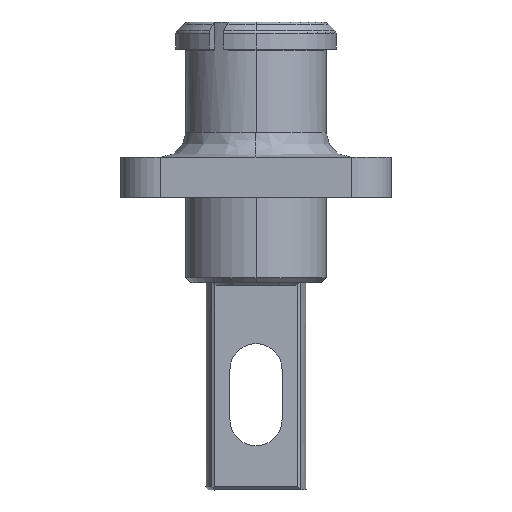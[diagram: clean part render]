
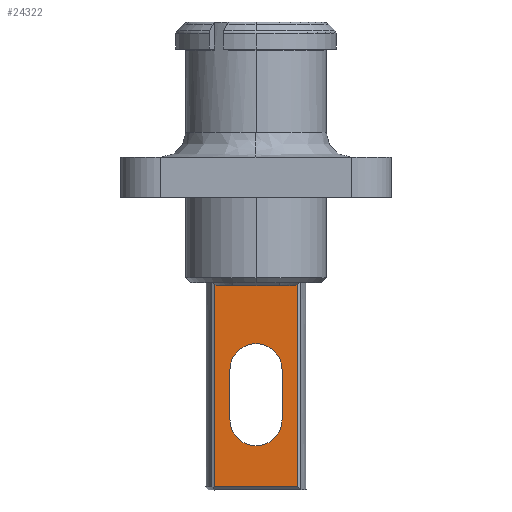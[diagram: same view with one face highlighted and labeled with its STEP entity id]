
A CAD part, left-side view. The second image highlights one B-rep face of the part: STEP entity #24322.
In plain terms, the highlighted planar face has unit normal (-1, 0, 0).
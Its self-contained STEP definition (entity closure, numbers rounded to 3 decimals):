
#194 = EDGE_CURVE ( 'NONE', #13002, #14731, #23507, .T. ) ;
#338 = CARTESIAN_POINT ( 'NONE',  ( 4.225, 15.634, -3.093 ) ) ;
#371 = EDGE_CURVE ( 'NONE', #7692, #12797, #5668, .T. ) ;
#1229 = EDGE_LOOP ( 'NONE', ( #24559, #15540, #3620, #17666, #11314, #15802 ) ) ;
#1331 = CARTESIAN_POINT ( 'NONE',  ( 4.225, 14.081, -9.793 ) ) ;
#1346 = EDGE_LOOP ( 'NONE', ( #25891, #4615, #13854, #21419, #1612 ) ) ;
#1612 = ORIENTED_EDGE ( 'NONE', *, *, #23597, .F. ) ;
#1617 = B_SPLINE_CURVE_WITH_KNOTS ( 'NONE', 3,
 ( #12712, #21403, #25059, #17276 ),
 .UNSPECIFIED., .F., .F.,
 ( 4, 4 ),
 ( 0., 0. ),
 .UNSPECIFIED. ) ;
#1667 = CARTESIAN_POINT ( 'NONE',  ( 4.225, 22.214, 10.307 ) ) ;
#1762 = B_SPLINE_CURVE_WITH_KNOTS ( 'NONE', 3,
 ( #2579, #23474, #16914, #23211 ),
 .UNSPECIFIED., .F., .F.,
 ( 4, 4 ),
 ( 0., 0. ),
 .UNSPECIFIED. ) ;
#1799 = CARTESIAN_POINT ( 'NONE',  ( 4.225, 15.634, -4.093 ) ) ;
#1935 = CARTESIAN_POINT ( 'NONE',  ( 4.225, 22.388, -4.093 ) ) ;
#2128 = VERTEX_POINT ( 'NONE', #7729 ) ;
#2579 = CARTESIAN_POINT ( 'NONE',  ( 4.225, 22.388, 10.454 ) ) ;
#3620 = ORIENTED_EDGE ( 'NONE', *, *, #17484, .F. ) ;
#3869 = VERTEX_POINT ( 'NONE', #7791 ) ;
#3925 = DIRECTION ( 'NONE',  ( 0., 0., 1. ) ) ;
#3998 = DIRECTION ( 'NONE',  ( 0., 0., -1. ) ) ;
#4425 = CARTESIAN_POINT ( 'NONE',  ( 4.225, 18.234, -5.693 ) ) ;
#4615 = ORIENTED_EDGE ( 'NONE', *, *, #7884, .F. ) ;
#4774 = PLANE ( 'NONE',  #21127 ) ;
#5004 = LINE ( 'NONE', #18798, #15048 ) ;
#5498 = CARTESIAN_POINT ( 'NONE',  ( 4.225, 14.081, 10.455 ) ) ;
#5668 = LINE ( 'NONE', #1799, #24052 ) ;
#6560 = AXIS2_PLACEMENT_3D ( 'NONE', #25325, #12856, #8714 ) ;
#7014 = EDGE_CURVE ( 'NONE', #2128, #17359, #10168, .T. ) ;
#7022 = LINE ( 'NONE', #21470, #20806 ) ;
#7692 = VERTEX_POINT ( 'NONE', #338 ) ;
#7729 = CARTESIAN_POINT ( 'NONE',  ( 4.225, 20.834, -3.093 ) ) ;
#7785 = VECTOR ( 'NONE', #11180, 1000. ) ;
#7791 = CARTESIAN_POINT ( 'NONE',  ( 4.225, 22.388, -9.793 ) ) ;
#7884 = EDGE_CURVE ( 'NONE', #24153, #2128, #7022, .T. ) ;
#8714 = DIRECTION ( 'NONE',  ( 0., 0., -1. ) ) ;
#8771 = DIRECTION ( 'NONE',  ( 0., 1., 0. ) ) ;
#9287 = CARTESIAN_POINT ( 'NONE',  ( 4.225, 18.234, -3.093 ) ) ;
#9377 = EDGE_CURVE ( 'NONE', #11923, #14731, #1762, .T. ) ;
#10168 = CIRCLE ( 'NONE', #14856, 2.6 ) ;
#10429 = CARTESIAN_POINT ( 'NONE',  ( 4.224, 14.253, 10.307 ) ) ;
#10440 = AXIS2_PLACEMENT_3D ( 'NONE', #20412, #17753, #16002 ) ;
#10679 = DIRECTION ( 'NONE',  ( 1., 0., 0. ) ) ;
#10711 = CARTESIAN_POINT ( 'NONE',  ( 4.225, 22.388, 10.454 ) ) ;
#11180 = DIRECTION ( 'NONE',  ( 0., 1., 0. ) ) ;
#11314 = ORIENTED_EDGE ( 'NONE', *, *, #194, .T. ) ;
#11433 = DIRECTION ( 'NONE',  ( 0., 0., -1. ) ) ;
#11714 = DIRECTION ( 'NONE',  ( 0., 0., 1. ) ) ;
#11923 = VERTEX_POINT ( 'NONE', #10711 ) ;
#12195 = FACE_OUTER_BOUND ( 'NONE', #1229, .T. ) ;
#12712 = CARTESIAN_POINT ( 'NONE',  ( 4.224, 14.253, 10.307 ) ) ;
#12797 = VERTEX_POINT ( 'NONE', #15125 ) ;
#12856 = DIRECTION ( 'NONE',  ( -1., 0., 0. ) ) ;
#13002 = VERTEX_POINT ( 'NONE', #10429 ) ;
#13079 = FACE_BOUND ( 'NONE', #1346, .T. ) ;
#13523 = CARTESIAN_POINT ( 'NONE',  ( 4.225, 20.834, 1.907 ) ) ;
#13854 = ORIENTED_EDGE ( 'NONE', *, *, #21846, .F. ) ;
#13890 = EDGE_CURVE ( 'NONE', #13002, #20854, #1617, .T. ) ;
#13963 = LINE ( 'NONE', #1935, #20165 ) ;
#14731 = VERTEX_POINT ( 'NONE', #1667 ) ;
#14856 = AXIS2_PLACEMENT_3D ( 'NONE', #9287, #23765, #11433 ) ;
#15048 = VECTOR ( 'NONE', #8771, 1000. ) ;
#15125 = CARTESIAN_POINT ( 'NONE',  ( 4.225, 15.634, 1.907 ) ) ;
#15187 = DIRECTION ( 'NONE',  ( 0., 0., -1. ) ) ;
#15540 = ORIENTED_EDGE ( 'NONE', *, *, #19661, .F. ) ;
#15687 = EDGE_CURVE ( 'NONE', #3869, #11923, #13963, .T. ) ;
#15802 = ORIENTED_EDGE ( 'NONE', *, *, #9377, .F. ) ;
#16002 = DIRECTION ( 'NONE',  ( 0., 0., -1. ) ) ;
#16914 = CARTESIAN_POINT ( 'NONE',  ( 4.225, 22.272, 10.356 ) ) ;
#17207 = CARTESIAN_POINT ( 'NONE',  ( 4.225, 23.553, 10.307 ) ) ;
#17276 = CARTESIAN_POINT ( 'NONE',  ( 4.225, 14.081, 10.455 ) ) ;
#17359 = VERTEX_POINT ( 'NONE', #4425 ) ;
#17484 = EDGE_CURVE ( 'NONE', #20854, #21139, #22347, .T. ) ;
#17666 = ORIENTED_EDGE ( 'NONE', *, *, #13890, .F. ) ;
#17753 = DIRECTION ( 'NONE',  ( -1., 0., 0. ) ) ;
#18337 = CARTESIAN_POINT ( 'NONE',  ( 4.225, 23.553, -4.093 ) ) ;
#18798 = CARTESIAN_POINT ( 'NONE',  ( 4.225, 18.234, -9.793 ) ) ;
#19661 = EDGE_CURVE ( 'NONE', #21139, #3869, #5004, .T. ) ;
#20165 = VECTOR ( 'NONE', #3925, 1000. ) ;
#20267 = CIRCLE ( 'NONE', #10440, 2.6 ) ;
#20412 = CARTESIAN_POINT ( 'NONE',  ( 4.225, 18.234, -3.093 ) ) ;
#20806 = VECTOR ( 'NONE', #15187, 1000. ) ;
#20854 = VERTEX_POINT ( 'NONE', #5498 ) ;
#21127 = AXIS2_PLACEMENT_3D ( 'NONE', #18337, #10679, #25023 ) ;
#21139 = VERTEX_POINT ( 'NONE', #1331 ) ;
#21403 = CARTESIAN_POINT ( 'NONE',  ( 4.225, 14.196, 10.356 ) ) ;
#21419 = ORIENTED_EDGE ( 'NONE', *, *, #371, .F. ) ;
#21470 = CARTESIAN_POINT ( 'NONE',  ( 4.225, 20.834, -4.093 ) ) ;
#21846 = EDGE_CURVE ( 'NONE', #12797, #24153, #23247, .T. ) ;
#22347 = LINE ( 'NONE', #26109, #24930 ) ;
#23211 = CARTESIAN_POINT ( 'NONE',  ( 4.225, 22.214, 10.307 ) ) ;
#23247 = CIRCLE ( 'NONE', #6560, 2.6 ) ;
#23474 = CARTESIAN_POINT ( 'NONE',  ( 4.225, 22.33, 10.405 ) ) ;
#23507 = LINE ( 'NONE', #17207, #7785 ) ;
#23597 = EDGE_CURVE ( 'NONE', #17359, #7692, #20267, .T. ) ;
#23765 = DIRECTION ( 'NONE',  ( -1., 0., 0. ) ) ;
#24052 = VECTOR ( 'NONE', #11714, 1000. ) ;
#24153 = VERTEX_POINT ( 'NONE', #13523 ) ;
#24322 = ADVANCED_FACE ( 'NONE', ( #13079, #12195 ), #4774, .F. ) ;
#24559 = ORIENTED_EDGE ( 'NONE', *, *, #15687, .F. ) ;
#24930 = VECTOR ( 'NONE', #3998, 1000. ) ;
#25023 = DIRECTION ( 'NONE',  ( 0., 0., -1. ) ) ;
#25059 = CARTESIAN_POINT ( 'NONE',  ( 4.225, 14.138, 10.405 ) ) ;
#25325 = CARTESIAN_POINT ( 'NONE',  ( 4.225, 18.234, 1.907 ) ) ;
#25891 = ORIENTED_EDGE ( 'NONE', *, *, #7014, .F. ) ;
#26109 = CARTESIAN_POINT ( 'NONE',  ( 4.225, 14.081, 0.107 ) ) ;
